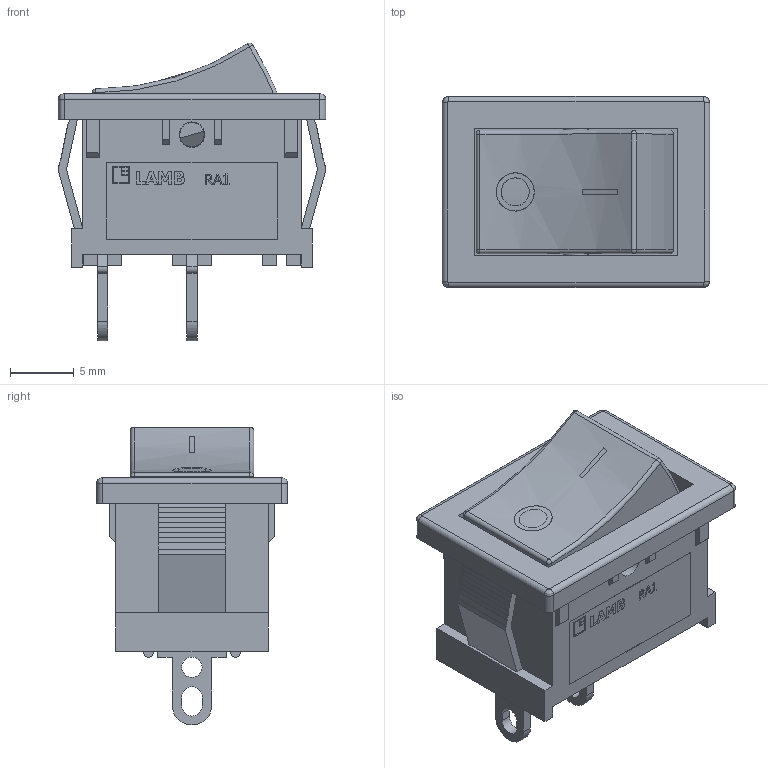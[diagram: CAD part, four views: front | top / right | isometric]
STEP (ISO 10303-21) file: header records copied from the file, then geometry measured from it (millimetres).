
FILE_DESCRIPTION(/* description */ (''),/* implementation_level */ '2;1');
FILE_NAME(/* name */ 'RA12131121.stp',/* time_stamp */ '2025-10-10T14:57:34-05:00',/* author */ ('jmeyers'),/* organization */ (''),/* preprocessor_version */ 'ST-DEVELOPER v18.1',/* originating_system */ 'Autodesk Inventor 2022',/* authorisation */ '');
FILE_SCHEMA (('AUTOMOTIVE_DESIGN { 1 0 10303 214 3 1 1 }'));
Length unit declared in the file: inch
Products named in the file (1): RA12131121
Bounding box: 21 x 15 x 23.4 mm (x, y, z)
Volume: 1476.4 mm3; surface area: 3343 mm2
Topology: 2 solids, 2 shells, 432 faces, 1174 edges, 772 vertices
Faces by surface type: plane 327, bspline 59, cylinder 36, torus 6, sphere 4
Full cylindrical faces by diameter (mm): 1.6 x2, 2 x2
Entity records: 15830 total; most frequent: CARTESIAN_POINT 5168, ORIENTED_EDGE 2344, DIRECTION 1904, EDGE_CURVE 1172, LINE 968, VECTOR 968, VERTEX_POINT 772, EDGE_LOOP 476
